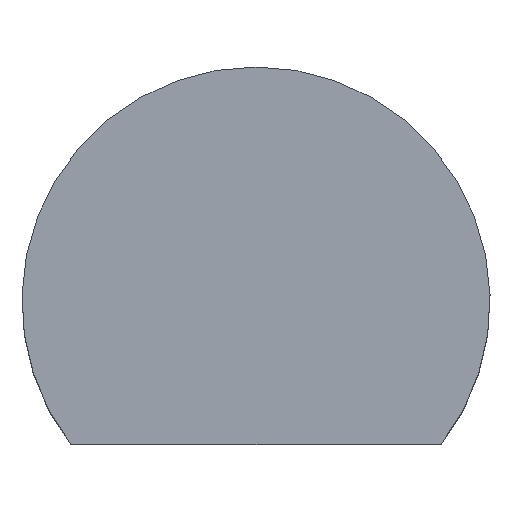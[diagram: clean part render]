
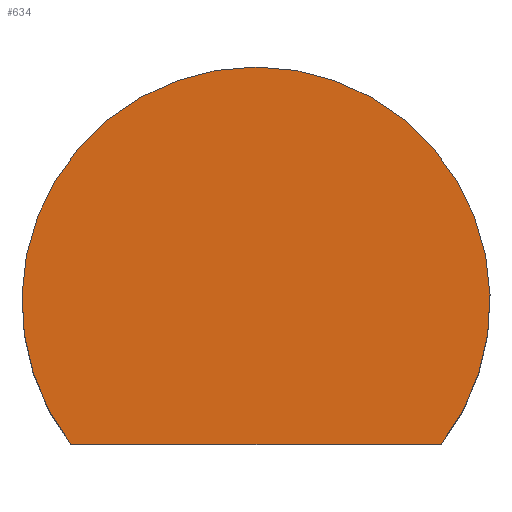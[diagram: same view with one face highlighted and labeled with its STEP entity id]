
A CAD part, top view. The second image highlights one B-rep face of the part: STEP entity #634.
In plain terms, the highlighted planar face has unit normal (0, 0, 1).
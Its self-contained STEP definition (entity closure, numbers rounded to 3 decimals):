
#534=CARTESIAN_POINT('',(0.,2.66,9.33));
#535=VERTEX_POINT('',#534);
#551=CARTESIAN_POINT('',(-2.059,-1.53,9.33));
#552=VERTEX_POINT('',#551);
#559=CARTESIAN_POINT('',(0.,0.059,9.33));
#560=DIRECTION('',(0.0,0.0,-1.0));
#561=DIRECTION('',(0.0,1.0,0.0));
#562=AXIS2_PLACEMENT_3D('',#559,#560,#561);
#563=CIRCLE('',#562,2.601);
#564=EDGE_CURVE('',#552,#535,#563,.T.);
#574=CARTESIAN_POINT('',(2.059,-1.53,9.33));
#575=VERTEX_POINT('',#574);
#576=CARTESIAN_POINT('',(2.059,-1.53,9.33));
#577=DIRECTION('',(-1.0,0.0,0.0));
#578=VECTOR('',#577,4.117);
#579=LINE('',#576,#578);
#580=EDGE_CURVE('',#575,#552,#579,.T.);
#606=CARTESIAN_POINT('',(0.,0.059,9.33));
#607=DIRECTION('',(0.0,0.0,-1.0));
#608=DIRECTION('',(0.0,1.0,0.0));
#609=AXIS2_PLACEMENT_3D('',#606,#607,#608);
#610=CIRCLE('',#609,2.601);
#611=EDGE_CURVE('',#535,#575,#610,.T.);
#624=CARTESIAN_POINT('',(0.,0.146,9.33));
#625=DIRECTION('',(0.0,0.0,1.0));
#626=DIRECTION('',(0.0,1.0,0.0));
#627=AXIS2_PLACEMENT_3D('',#624,#625,#626);
#628=PLANE('',#627);
#629=ORIENTED_EDGE('',*,*,#580,.F.);
#630=ORIENTED_EDGE('',*,*,#611,.F.);
#631=ORIENTED_EDGE('',*,*,#564,.F.);
#632=EDGE_LOOP('',(#629,#630,#631));
#633=FACE_OUTER_BOUND('',#632,.T.);
#634=ADVANCED_FACE('',(#633),#628,.T.);
